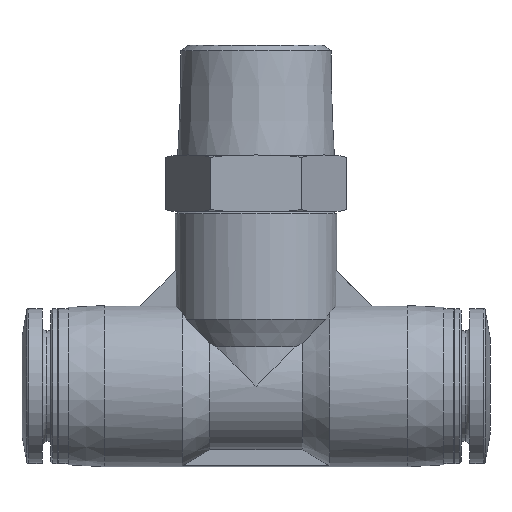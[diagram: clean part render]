
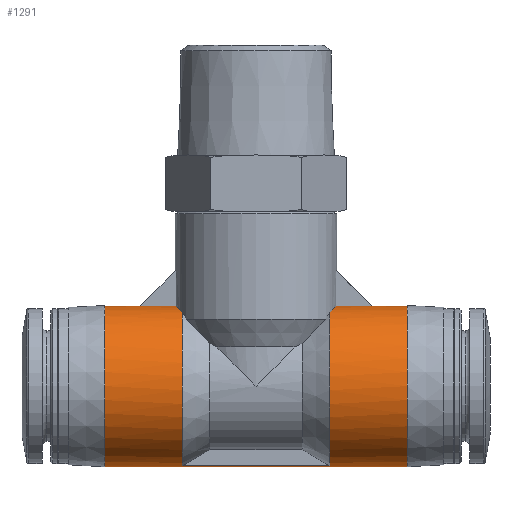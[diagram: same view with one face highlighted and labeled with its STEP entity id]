
A CAD part, front view. The second image highlights one B-rep face of the part: STEP entity #1291.
In plain terms, the highlighted cylindrical face has radius 8.75 mm (diameter 17.5 mm), a full revolution.
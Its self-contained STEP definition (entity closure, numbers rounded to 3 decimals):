
#144=LINE('',#2058,#185);
#145=LINE('',#2060,#186);
#172=LINE('',#2336,#213);
#173=LINE('',#2337,#214);
#174=LINE('',#2338,#215);
#175=LINE('',#2339,#216);
#185=VECTOR('',#1606,1000.);
#186=VECTOR('',#1609,1000.);
#213=VECTOR('',#1750,1000.);
#214=VECTOR('',#1751,1000.);
#215=VECTOR('',#1752,1000.);
#216=VECTOR('',#1753,1000.);
#225=ELLIPSE('',#1378,12.374,8.75);
#227=ELLIPSE('',#1380,12.374,8.75);
#228=ELLIPSE('',#1381,12.374,8.75);
#230=ELLIPSE('',#1383,12.374,8.75);
#231=ELLIPSE('',#1439,12.374,8.75);
#232=ELLIPSE('',#1442,12.374,8.75);
#473=ORIENTED_EDGE('',*,*,#715,.F.);
#474=ORIENTED_EDGE('',*,*,#716,.F.);
#475=ORIENTED_EDGE('',*,*,#717,.T.);
#476=ORIENTED_EDGE('',*,*,#621,.T.);
#477=ORIENTED_EDGE('',*,*,#613,.F.);
#478=ORIENTED_EDGE('',*,*,#718,.F.);
#479=ORIENTED_EDGE('',*,*,#603,.T.);
#480=ORIENTED_EDGE('',*,*,#630,.T.);
#481=ORIENTED_EDGE('',*,*,#632,.F.);
#482=ORIENTED_EDGE('',*,*,#714,.T.);
#483=ORIENTED_EDGE('',*,*,#633,.T.);
#484=ORIENTED_EDGE('',*,*,#626,.T.);
#485=ORIENTED_EDGE('',*,*,#605,.T.);
#486=ORIENTED_EDGE('',*,*,#719,.T.);
#487=ORIENTED_EDGE('',*,*,#611,.F.);
#488=ORIENTED_EDGE('',*,*,#625,.T.);
#489=ORIENTED_EDGE('',*,*,#720,.F.);
#490=ORIENTED_EDGE('',*,*,#721,.T.);
#603=EDGE_CURVE('',#775,#777,#895,.T.);
#605=EDGE_CURVE('',#779,#778,#896,.T.);
#611=EDGE_CURVE('',#783,#781,#897,.T.);
#613=EDGE_CURVE('',#784,#785,#898,.T.);
#621=EDGE_CURVE('',#788,#785,#225,.F.);
#625=EDGE_CURVE('',#783,#791,#227,.F.);
#626=EDGE_CURVE('',#792,#779,#228,.F.);
#630=EDGE_CURVE('',#777,#795,#230,.F.);
#632=EDGE_CURVE('',#796,#795,#144,.F.);
#633=EDGE_CURVE('',#797,#792,#145,.F.);
#714=EDGE_CURVE('',#796,#797,#231,.F.);
#715=EDGE_CURVE('',#852,#852,#926,.T.);
#716=EDGE_CURVE('',#853,#854,#232,.T.);
#717=EDGE_CURVE('',#853,#788,#172,.T.);
#718=EDGE_CURVE('',#775,#784,#173,.T.);
#719=EDGE_CURVE('',#778,#781,#174,.T.);
#720=EDGE_CURVE('',#854,#791,#175,.T.);
#721=EDGE_CURVE('',#855,#855,#927,.T.);
#775=VERTEX_POINT('',#1963);
#777=VERTEX_POINT('',#1973);
#778=VERTEX_POINT('',#1980);
#779=VERTEX_POINT('',#1982);
#781=VERTEX_POINT('',#1997);
#783=VERTEX_POINT('',#2007);
#784=VERTEX_POINT('',#2014);
#785=VERTEX_POINT('',#2016);
#788=VERTEX_POINT('',#2038);
#791=VERTEX_POINT('',#2044);
#792=VERTEX_POINT('',#2047);
#795=VERTEX_POINT('',#2053);
#796=VERTEX_POINT('',#2057);
#797=VERTEX_POINT('',#2061);
#852=VERTEX_POINT('',#2332);
#853=VERTEX_POINT('',#2334);
#854=VERTEX_POINT('',#2335);
#855=VERTEX_POINT('',#2341);
#895=CIRCLE('',#1361,8.75);
#896=CIRCLE('',#1363,8.75);
#897=CIRCLE('',#1365,8.75);
#898=CIRCLE('',#1367,8.75);
#926=CIRCLE('',#1441,8.75);
#927=CIRCLE('',#1443,8.75);
#1014=EDGE_LOOP('',(#473));
#1015=EDGE_LOOP('',(#474,#475,#476,#477,#478,#479,#480,#481,#482,#483,#484,
#485,#486,#487,#488,#489));
#1016=EDGE_LOOP('',(#490));
#1147=FACE_BOUND('',#1014,.T.);
#1148=FACE_BOUND('',#1015,.T.);
#1149=FACE_BOUND('',#1016,.T.);
#1234=CYLINDRICAL_SURFACE('',#1440,8.75);
#1291=ADVANCED_FACE('',(#1147,#1148,#1149),#1234,.T.);
#1361=AXIS2_PLACEMENT_3D('',#1974,#1553,#1554);
#1363=AXIS2_PLACEMENT_3D('',#1981,#1557,#1558);
#1365=AXIS2_PLACEMENT_3D('',#2008,#1561,#1562);
#1367=AXIS2_PLACEMENT_3D('',#2015,#1565,#1566);
#1378=AXIS2_PLACEMENT_3D('',#2037,#1587,#1588);
#1380=AXIS2_PLACEMENT_3D('',#2045,#1593,#1594);
#1381=AXIS2_PLACEMENT_3D('',#2046,#1595,#1596);
#1383=AXIS2_PLACEMENT_3D('',#2054,#1601,#1602);
#1439=AXIS2_PLACEMENT_3D('',#2329,#1742,#1743);
#1440=AXIS2_PLACEMENT_3D('',#2330,#1744,#1745);
#1441=AXIS2_PLACEMENT_3D('',#2331,#1746,#1747);
#1442=AXIS2_PLACEMENT_3D('',#2333,#1748,#1749);
#1443=AXIS2_PLACEMENT_3D('',#2340,#1754,#1755);
#1553=DIRECTION('',(1.,0.,0.));
#1554=DIRECTION('',(0.,0.,-1.));
#1557=DIRECTION('',(1.,0.,0.));
#1558=DIRECTION('',(0.,0.,-1.));
#1561=DIRECTION('',(1.,0.,0.));
#1562=DIRECTION('',(0.,0.,-1.));
#1565=DIRECTION('',(1.,0.,0.));
#1566=DIRECTION('',(0.,0.,-1.));
#1587=DIRECTION('',(0.707,0.,0.707));
#1588=DIRECTION('',(-0.707,0.,0.707));
#1593=DIRECTION('',(0.707,0.,0.707));
#1594=DIRECTION('',(-0.707,0.,0.707));
#1595=DIRECTION('',(-0.707,0.,0.707));
#1596=DIRECTION('',(0.707,0.,0.707));
#1601=DIRECTION('',(-0.707,0.,0.707));
#1602=DIRECTION('',(0.707,0.,0.707));
#1606=DIRECTION('',(1.,0.,0.));
#1609=DIRECTION('',(1.,0.,0.));
#1742=DIRECTION('',(-0.707,0.,-0.707));
#1743=DIRECTION('',(0.707,0.,-0.707));
#1744=DIRECTION('',(1.,0.,0.));
#1745=DIRECTION('',(0.,0.,-1.));
#1746=DIRECTION('',(1.,0.,0.));
#1747=DIRECTION('',(0.,0.,-1.));
#1748=DIRECTION('',(0.707,0.,-0.707));
#1749=DIRECTION('',(0.707,0.,0.707));
#1750=DIRECTION('',(1.,0.,0.));
#1751=DIRECTION('',(-1.,0.,0.));
#1752=DIRECTION('',(-1.,0.,0.));
#1753=DIRECTION('',(1.,0.,0.));
#1754=DIRECTION('',(1.,0.,0.));
#1755=DIRECTION('',(0.,0.,-1.));
#1963=CARTESIAN_POINT('',(8.,1.25,-8.66));
#1973=CARTESIAN_POINT('',(8.,3.544,8.));
#1974=CARTESIAN_POINT('',(8.,0.,0.));
#1980=CARTESIAN_POINT('',(8.,-1.25,-8.66));
#1981=CARTESIAN_POINT('',(8.,0.,0.));
#1982=CARTESIAN_POINT('',(8.,-3.544,8.));
#1997=CARTESIAN_POINT('',(-8.,-1.25,-8.66));
#2007=CARTESIAN_POINT('',(-8.,-3.544,8.));
#2008=CARTESIAN_POINT('',(-8.,0.,0.));
#2014=CARTESIAN_POINT('',(-8.,1.25,-8.66));
#2015=CARTESIAN_POINT('',(-8.,0.,0.));
#2016=CARTESIAN_POINT('',(-8.,3.544,8.));
#2037=CARTESIAN_POINT('',(0.,0.,0.));
#2038=CARTESIAN_POINT('',(-8.66,1.25,8.66));
#2044=CARTESIAN_POINT('',(-8.66,-1.25,8.66));
#2045=CARTESIAN_POINT('',(0.,0.,0.));
#2046=CARTESIAN_POINT('',(0.,0.,0.));
#2047=CARTESIAN_POINT('',(8.66,-1.25,8.66));
#2053=CARTESIAN_POINT('',(8.66,1.25,8.66));
#2054=CARTESIAN_POINT('',(0.,0.,0.));
#2057=CARTESIAN_POINT('',(12.624,1.25,8.66));
#2058=CARTESIAN_POINT('',(25.4,1.25,8.66));
#2060=CARTESIAN_POINT('',(25.4,-1.25,8.66));
#2061=CARTESIAN_POINT('',(12.624,-1.25,8.66));
#2329=CARTESIAN_POINT('',(21.284,0.,0.));
#2330=CARTESIAN_POINT('',(25.4,0.,0.));
#2331=CARTESIAN_POINT('',(16.4,0.,0.));
#2332=CARTESIAN_POINT('',(16.4,0.,-8.75));
#2333=CARTESIAN_POINT('',(-21.284,0.,0.));
#2334=CARTESIAN_POINT('',(-12.624,1.25,8.66));
#2335=CARTESIAN_POINT('',(-12.624,-1.25,8.66));
#2336=CARTESIAN_POINT('',(25.4,1.25,8.66));
#2337=CARTESIAN_POINT('',(8.,1.25,-8.66));
#2338=CARTESIAN_POINT('',(8.,-1.25,-8.66));
#2339=CARTESIAN_POINT('',(25.4,-1.25,8.66));
#2340=CARTESIAN_POINT('',(-16.4,0.,0.));
#2341=CARTESIAN_POINT('',(-16.4,0.,-8.75));
